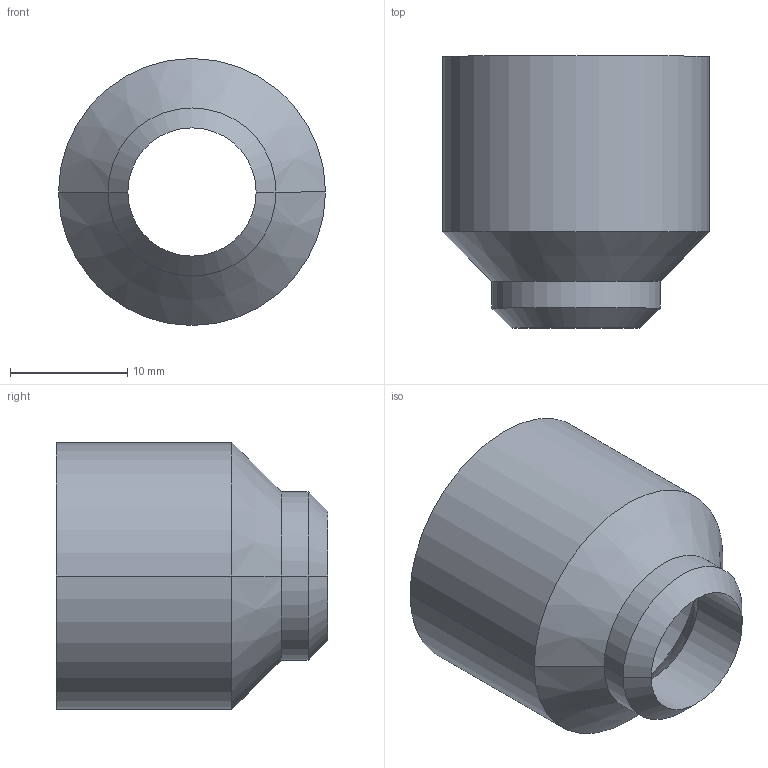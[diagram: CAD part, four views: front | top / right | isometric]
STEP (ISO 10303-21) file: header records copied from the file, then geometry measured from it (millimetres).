
FILE_DESCRIPTION (( 'STEP AP203' ), '1' );
FILE_NAME ('05_02_02_01 koñcówka rury wysokiej x3.STEP', '2025-04-23T20:02:37', ( '' ), ( '' ), 'SwSTEP 2.0', 'SolidWorks 2024', '' );
FILE_SCHEMA (( 'CONFIG_CONTROL_DESIGN' ));
Length unit declared in the file: millimetre
Products named in the file (1): 05_02_02_01 końcówka rury wysokiej x3
Bounding box: 22.8 x 23.22 x 22.8 mm (x, y, z)
Volume: 2739.7 mm3; surface area: 3056.9 mm2
Topology: 1 solids, 1 shells, 18 faces, 36 edges, 20 vertices
Faces by surface type: cylinder 10, cone 6, plane 2
Entity records: 545 total; most frequent: DIRECTION 94, CARTESIAN_POINT 75, ORIENTED_EDGE 72, AXIS2_PLACEMENT_3D 39, EDGE_CURVE 36, CIRCLE 20, EDGE_LOOP 20, VERTEX_POINT 20
